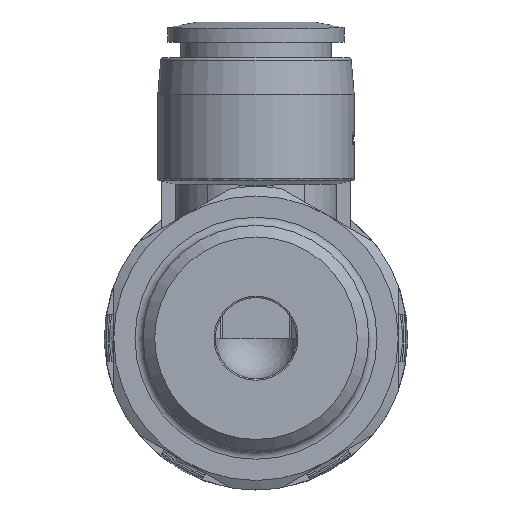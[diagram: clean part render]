
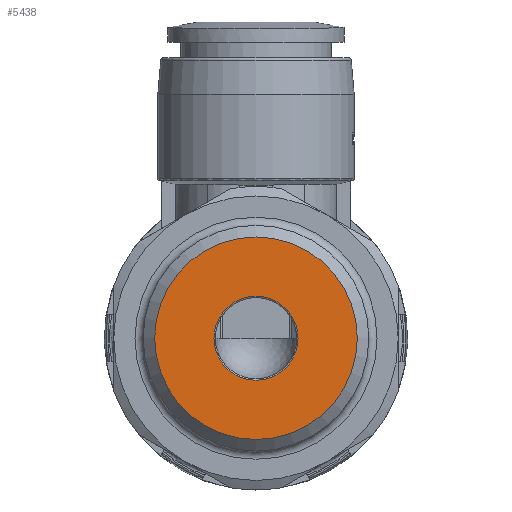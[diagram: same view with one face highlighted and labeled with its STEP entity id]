
A CAD part, front view. The second image highlights one B-rep face of the part: STEP entity #5438.
In plain terms, the highlighted planar face has unit normal (0, -1, 0).
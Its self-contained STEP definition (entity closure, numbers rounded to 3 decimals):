
#444=CIRCLE('',#5836,7.475);
#445=CIRCLE('',#5838,3.1);
#999=ORIENTED_EDGE('',*,*,#2060,.F.);
#1000=ORIENTED_EDGE('',*,*,#2059,.T.);
#2059=EDGE_CURVE('',#2568,#2568,#444,.T.);
#2060=EDGE_CURVE('',#2569,#2569,#445,.T.);
#2568=VERTEX_POINT('',#8339);
#2569=VERTEX_POINT('',#8342);
#3229=EDGE_LOOP('',(#999));
#3230=EDGE_LOOP('',(#1000));
#3489=FACE_BOUND('',#3229,.T.);
#3490=FACE_BOUND('',#3230,.T.);
#3678=PLANE('',#5837);
#5438=ADVANCED_FACE('',(#3489,#3490),#3678,.F.);
#5836=AXIS2_PLACEMENT_3D('',#8338,#6619,#6620);
#5837=AXIS2_PLACEMENT_3D('',#8340,#6621,#6622);
#5838=AXIS2_PLACEMENT_3D('',#8341,#6623,#6624);
#6619=DIRECTION('',(0.,-1.,0.));
#6620=DIRECTION('',(0.,0.,-1.));
#6621=DIRECTION('',(0.,1.,0.));
#6622=DIRECTION('',(0.,0.,1.));
#6623=DIRECTION('',(0.,-1.,0.));
#6624=DIRECTION('',(0.,0.,-1.));
#8338=CARTESIAN_POINT('',(0.,0.,0.));
#8339=CARTESIAN_POINT('',(0.,0.,-7.475));
#8340=CARTESIAN_POINT('',(0.,0.,-7.475));
#8341=CARTESIAN_POINT('',(0.,0.,0.));
#8342=CARTESIAN_POINT('',(0.,0.,-3.1));
